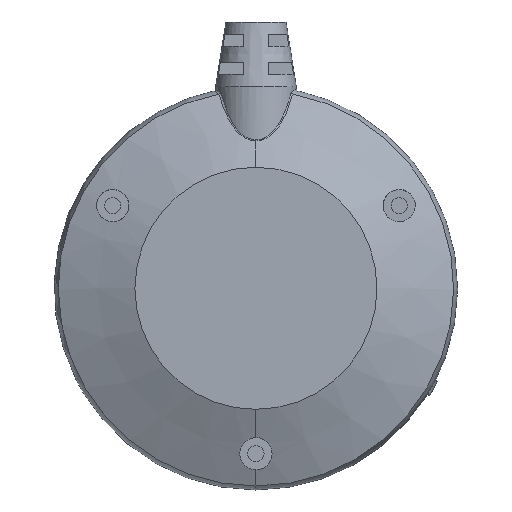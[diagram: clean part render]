
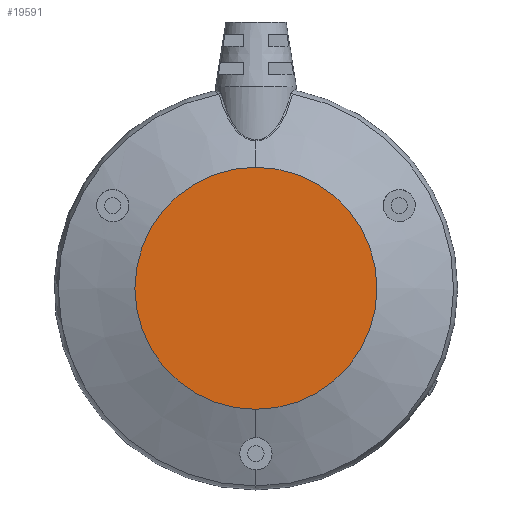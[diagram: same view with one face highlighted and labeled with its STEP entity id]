
A CAD part, front view. The second image highlights one B-rep face of the part: STEP entity #19591.
In plain terms, the highlighted planar face has unit normal (0, -1, 0).
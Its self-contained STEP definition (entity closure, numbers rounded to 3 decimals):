
#946 = DIRECTION ( 'NONE',  ( 0., 0., -1. ) ) ;
#3060 = AXIS2_PLACEMENT_3D ( 'NONE', #14495, #11515, #8315 ) ;
#3741 = VERTEX_POINT ( 'NONE', #6999 ) ;
#4122 = CARTESIAN_POINT ( 'NONE',  ( 0., 0., 0. ) ) ;
#5525 = PLANE ( 'NONE',  #7246 ) ;
#6999 = CARTESIAN_POINT ( 'NONE',  ( 0., 0., 15. ) ) ;
#7246 = AXIS2_PLACEMENT_3D ( 'NONE', #4122, #8522, #946 ) ;
#7820 = CIRCLE ( 'NONE', #13868, 15. ) ;
#8008 = EDGE_CURVE ( 'NONE', #3741, #8227, #18335, .T. ) ;
#8227 = VERTEX_POINT ( 'NONE', #15747 ) ;
#8315 = DIRECTION ( 'NONE',  ( 0., 0., -1. ) ) ;
#8522 = DIRECTION ( 'NONE',  ( 0., -1., 0. ) ) ;
#9457 = CARTESIAN_POINT ( 'NONE',  ( 0., 0., 0. ) ) ;
#10115 = FACE_OUTER_BOUND ( 'NONE', #18112, .T. ) ;
#11515 = DIRECTION ( 'NONE',  ( 0., -1., 0. ) ) ;
#12895 = EDGE_CURVE ( 'NONE', #8227, #3741, #7820, .T. ) ;
#13868 = AXIS2_PLACEMENT_3D ( 'NONE', #9457, #14235, #18512 ) ;
#14235 = DIRECTION ( 'NONE',  ( 0., -1., 0. ) ) ;
#14495 = CARTESIAN_POINT ( 'NONE',  ( 0., 0., 0. ) ) ;
#15609 = ORIENTED_EDGE ( 'NONE', *, *, #12895, .T. ) ;
#15747 = CARTESIAN_POINT ( 'NONE',  ( 0., 0., -15. ) ) ;
#17250 = ORIENTED_EDGE ( 'NONE', *, *, #8008, .T. ) ;
#18112 = EDGE_LOOP ( 'NONE', ( #17250, #15609 ) ) ;
#18335 = CIRCLE ( 'NONE', #3060, 15. ) ;
#18512 = DIRECTION ( 'NONE',  ( 0., 0., -1. ) ) ;
#19591 = ADVANCED_FACE ( 'NONE', ( #10115 ), #5525, .T. ) ;
